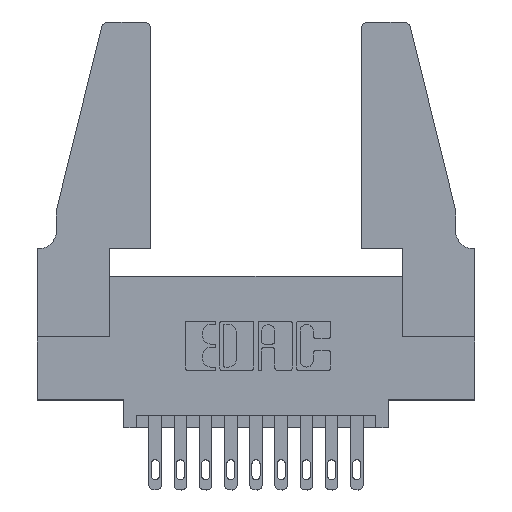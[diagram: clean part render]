
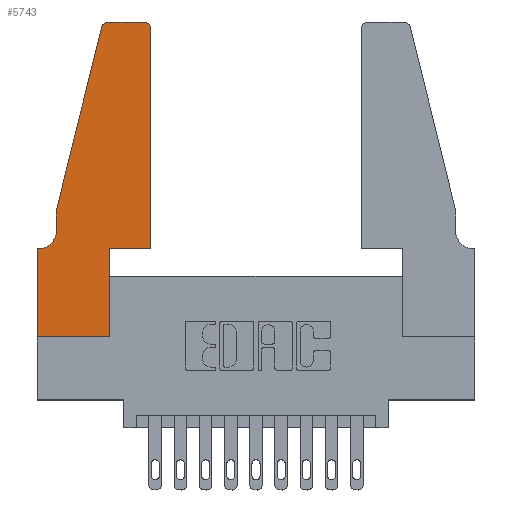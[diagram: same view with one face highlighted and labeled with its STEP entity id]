
A CAD part, top view. The second image highlights one B-rep face of the part: STEP entity #5743.
In plain terms, the highlighted planar face has unit normal (0, 0, 1).
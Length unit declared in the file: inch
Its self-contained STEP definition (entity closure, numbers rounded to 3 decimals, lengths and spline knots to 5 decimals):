
#210 = EDGE_CURVE ( 'NONE', #8582, #3835, #12789, .T. ) ;
#360 = CARTESIAN_POINT ( 'NONE',  ( 0.2865, 0., 0.37 ) ) ;
#366 = EDGE_CURVE ( 'NONE', #13047, #5379, #11788, .T. ) ;
#747 = EDGE_CURVE ( 'NONE', #12938, #8582, #1836, .T. ) ;
#914 = DIRECTION ( 'NONE',  ( 0., 0., 1. ) ) ;
#1028 = CARTESIAN_POINT ( 'NONE',  ( 0.2865, 0.35, 0.37 ) ) ;
#1251 = LINE ( 'NONE', #8567, #5570 ) ;
#1519 = EDGE_CURVE ( 'NONE', #12024, #12938, #8306, .T. ) ;
#1585 = CIRCLE ( 'NONE', #12274, 0.03 ) ;
#1665 = CARTESIAN_POINT ( 'NONE',  ( 0.0755, 0.5, 0.37 ) ) ;
#1836 = LINE ( 'NONE', #9534, #12775 ) ;
#2074 = VECTOR ( 'NONE', #9211, 39.37008 ) ;
#2197 = CARTESIAN_POINT ( 'NONE',  ( 0., 0., 0.37 ) ) ;
#2202 = CARTESIAN_POINT ( 'NONE',  ( 0., 0., 0.37 ) ) ;
#2354 = EDGE_CURVE ( 'NONE', #5379, #3509, #13379, .T. ) ;
#2435 = CARTESIAN_POINT ( 'NONE',  ( 0., 0.35, 0.37 ) ) ;
#2443 = ORIENTED_EDGE ( 'NONE', *, *, #1519, .T. ) ;
#2613 = DIRECTION ( 'NONE',  ( 1., 0., 0. ) ) ;
#2874 = ORIENTED_EDGE ( 'NONE', *, *, #2895, .T. ) ;
#2895 = EDGE_CURVE ( 'NONE', #6536, #8335, #1585, .T. ) ;
#2898 = FACE_OUTER_BOUND ( 'NONE', #12777, .T. ) ;
#3104 = CARTESIAN_POINT ( 'NONE',  ( 0.0055, 0.42, 0.37 ) ) ;
#3260 = ORIENTED_EDGE ( 'NONE', *, *, #210, .T. ) ;
#3277 = ORIENTED_EDGE ( 'NONE', *, *, #9736, .T. ) ;
#3357 = VERTEX_POINT ( 'NONE', #2435 ) ;
#3432 = ORIENTED_EDGE ( 'NONE', *, *, #5969, .T. ) ;
#3509 = VERTEX_POINT ( 'NONE', #1665 ) ;
#3523 = ORIENTED_EDGE ( 'NONE', *, *, #747, .T. ) ;
#3729 = ORIENTED_EDGE ( 'NONE', *, *, #2354, .T. ) ;
#3835 = VERTEX_POINT ( 'NONE', #13602 ) ;
#3852 = EDGE_CURVE ( 'NONE', #3357, #12024, #8927, .T. ) ;
#4098 = EDGE_CURVE ( 'NONE', #12419, #8251, #13539, .T. ) ;
#4155 = DIRECTION ( 'NONE',  ( 0., 1., 0. ) ) ;
#4158 = ORIENTED_EDGE ( 'NONE', *, *, #12237, .T. ) ;
#4700 = CARTESIAN_POINT ( 'NONE',  ( 0.4205, 1.25, 0.37 ) ) ;
#4780 = DIRECTION ( 'NONE',  ( 0., 0., 1. ) ) ;
#4954 = VECTOR ( 'NONE', #9507, 39.37008 ) ;
#5159 = VECTOR ( 'NONE', #8574, 39.37008 ) ;
#5228 = PLANE ( 'NONE',  #11760 ) ;
#5272 = AXIS2_PLACEMENT_3D ( 'NONE', #3104, #9526, #12016 ) ;
#5379 = VERTEX_POINT ( 'NONE', #6558 ) ;
#5402 = CARTESIAN_POINT ( 'NONE',  ( 0.4505, 0.35, 0.37 ) ) ;
#5570 = VECTOR ( 'NONE', #10674, 39.37008 ) ;
#5584 = AXIS2_PLACEMENT_3D ( 'NONE', #10096, #4780, #2613 ) ;
#5677 = CARTESIAN_POINT ( 'NONE',  ( 0.0055, 0.35, 0.37 ) ) ;
#5743 = ADVANCED_FACE ( 'NONE', ( #2898 ), #5228, .T. ) ;
#5969 = EDGE_CURVE ( 'NONE', #8251, #3357, #8068, .T. ) ;
#6291 = DIRECTION ( 'NONE',  ( 1., 0., 0. ) ) ;
#6536 = VERTEX_POINT ( 'NONE', #9929 ) ;
#6558 = CARTESIAN_POINT ( 'NONE',  ( 0.25487, 1.22718, 0.37 ) ) ;
#6601 = EDGE_CURVE ( 'NONE', #3835, #6536, #6857, .T. ) ;
#6654 = CARTESIAN_POINT ( 'NONE',  ( 0.284, 1.25, 0.37 ) ) ;
#6717 = ORIENTED_EDGE ( 'NONE', *, *, #366, .T. ) ;
#6857 = LINE ( 'NONE', #5402, #10845 ) ;
#6957 = DIRECTION ( 'NONE',  ( 1., 0., 0. ) ) ;
#7047 = CARTESIAN_POINT ( 'NONE',  ( 0.0755, 0.5, 0.37 ) ) ;
#7137 = ORIENTED_EDGE ( 'NONE', *, *, #3852, .T. ) ;
#7602 = DIRECTION ( 'NONE',  ( 0., -1., 0. ) ) ;
#7611 = VECTOR ( 'NONE', #13455, 39.37008 ) ;
#7709 = ORIENTED_EDGE ( 'NONE', *, *, #4098, .T. ) ;
#7773 = CARTESIAN_POINT ( 'NONE',  ( 0.0755, 0.42, 0.37 ) ) ;
#8068 = LINE ( 'NONE', #10351, #2074 ) ;
#8180 = DIRECTION ( 'NONE',  ( 0., -1., 0. ) ) ;
#8232 = CARTESIAN_POINT ( 'NONE',  ( 0.4205, 1.22, 0.37 ) ) ;
#8251 = VERTEX_POINT ( 'NONE', #5677 ) ;
#8306 = LINE ( 'NONE', #2197, #4954 ) ;
#8335 = VERTEX_POINT ( 'NONE', #4700 ) ;
#8567 = CARTESIAN_POINT ( 'NONE',  ( 0.2605, 1.25, 0.37 ) ) ;
#8574 = DIRECTION ( 'NONE',  ( 1., 0., 0. ) ) ;
#8582 = VERTEX_POINT ( 'NONE', #1028 ) ;
#8767 = VECTOR ( 'NONE', #7602, 39.37008 ) ;
#8927 = LINE ( 'NONE', #2202, #8767 ) ;
#9211 = DIRECTION ( 'NONE',  ( -1., 0., 0. ) ) ;
#9326 = CARTESIAN_POINT ( 'NONE',  ( 0.0755, 0.5, 0.37 ) ) ;
#9507 = DIRECTION ( 'NONE',  ( 1., 0., 0. ) ) ;
#9526 = DIRECTION ( 'NONE',  ( 0., 0., -1. ) ) ;
#9534 = CARTESIAN_POINT ( 'NONE',  ( 0.2865, 0.35, 0.37 ) ) ;
#9736 = EDGE_CURVE ( 'NONE', #3509, #12419, #13067, .T. ) ;
#9929 = CARTESIAN_POINT ( 'NONE',  ( 0.4505, 1.22, 0.37 ) ) ;
#10096 = CARTESIAN_POINT ( 'NONE',  ( 0.284, 1.22, 0.37 ) ) ;
#10351 = CARTESIAN_POINT ( 'NONE',  ( 0.0755, 0.35, 0.37 ) ) ;
#10419 = CARTESIAN_POINT ( 'NONE',  ( 0., 0., 0.37 ) ) ;
#10643 = CARTESIAN_POINT ( 'NONE',  ( 0.4505, 0.35, 0.37 ) ) ;
#10674 = DIRECTION ( 'NONE',  ( -1., 0., 0. ) ) ;
#10845 = VECTOR ( 'NONE', #12823, 39.37008 ) ;
#11260 = VECTOR ( 'NONE', #8180, 39.37008 ) ;
#11453 = CARTESIAN_POINT ( 'NONE',  ( 0., 0.35, 0.37 ) ) ;
#11760 = AXIS2_PLACEMENT_3D ( 'NONE', #11453, #914, #6291 ) ;
#11788 = CIRCLE ( 'NONE', #5584, 0.03 ) ;
#12016 = DIRECTION ( 'NONE',  ( -1., 0., 0. ) ) ;
#12024 = VERTEX_POINT ( 'NONE', #10419 ) ;
#12237 = EDGE_CURVE ( 'NONE', #8335, #13047, #1251, .T. ) ;
#12238 = DIRECTION ( 'NONE',  ( 0., 0., 1. ) ) ;
#12274 = AXIS2_PLACEMENT_3D ( 'NONE', #8232, #12238, #6957 ) ;
#12419 = VERTEX_POINT ( 'NONE', #7773 ) ;
#12705 = ORIENTED_EDGE ( 'NONE', *, *, #6601, .T. ) ;
#12775 = VECTOR ( 'NONE', #4155, 39.37008 ) ;
#12777 = EDGE_LOOP ( 'NONE', ( #4158, #6717, #3729, #3277, #7709, #3432, #7137, #2443, #3523, #3260, #12705, #2874 ) ) ;
#12789 = LINE ( 'NONE', #10643, #5159 ) ;
#12823 = DIRECTION ( 'NONE',  ( 0., 1., 0. ) ) ;
#12938 = VERTEX_POINT ( 'NONE', #360 ) ;
#13047 = VERTEX_POINT ( 'NONE', #6654 ) ;
#13067 = LINE ( 'NONE', #7047, #11260 ) ;
#13379 = LINE ( 'NONE', #9326, #7611 ) ;
#13455 = DIRECTION ( 'NONE',  ( -0.239, -0.971, 0. ) ) ;
#13539 = CIRCLE ( 'NONE', #5272, 0.07 ) ;
#13602 = CARTESIAN_POINT ( 'NONE',  ( 0.4505, 0.35, 0.37 ) ) ;
